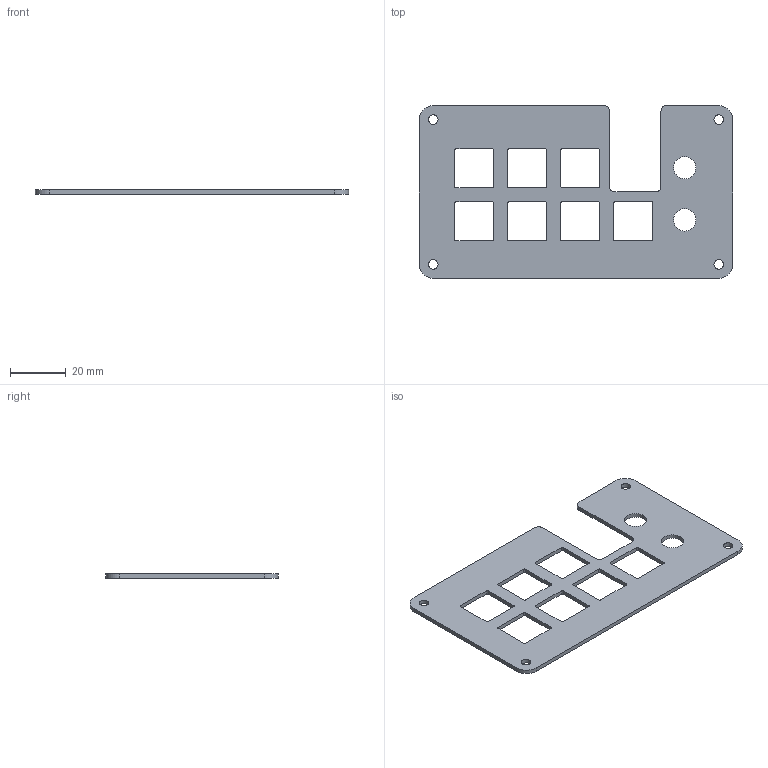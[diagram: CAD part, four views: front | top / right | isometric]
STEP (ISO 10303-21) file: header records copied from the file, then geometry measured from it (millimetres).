
FILE_DESCRIPTION(/* description */ (''),/* implementation_level */ '2;1');
FILE_NAME(/* name */ 'Top.step',/* time_stamp */ '2025-07-17T20:39:48+10:00',/* author */ (''),/* organization */ (''),/* preprocessor_version */ 'ST-DEVELOPER v20.1',/* originating_system */ 'Autodesk Translation Framework v14.10.0.0',/* authorisation */ '');
FILE_SCHEMA (('AUTOMOTIVE_DESIGN { 1 0 10303 214 3 1 1 }'));
Length unit declared in the file: millimetre
Products named in the file (1): Top
Bounding box: 112.5 x 62 x 1.5 mm (x, y, z)
Volume: 7300.8 mm3; surface area: 11110.4 mm2
Topology: 1 solids, 1 shells, 408 faces, 1134 edges, 756 vertices
Faces by surface type: bspline 186, plane 180, cylinder 42
Full cylindrical faces by diameter (mm): 3.4 x4, 8 x2
Entity records: 14814 total; most frequent: CARTESIAN_POINT 5461, ORIENTED_EDGE 2268, DIRECTION 1292, EDGE_CURVE 1134, VERTEX_POINT 756, LINE 678, VECTOR 678, EDGE_LOOP 462
